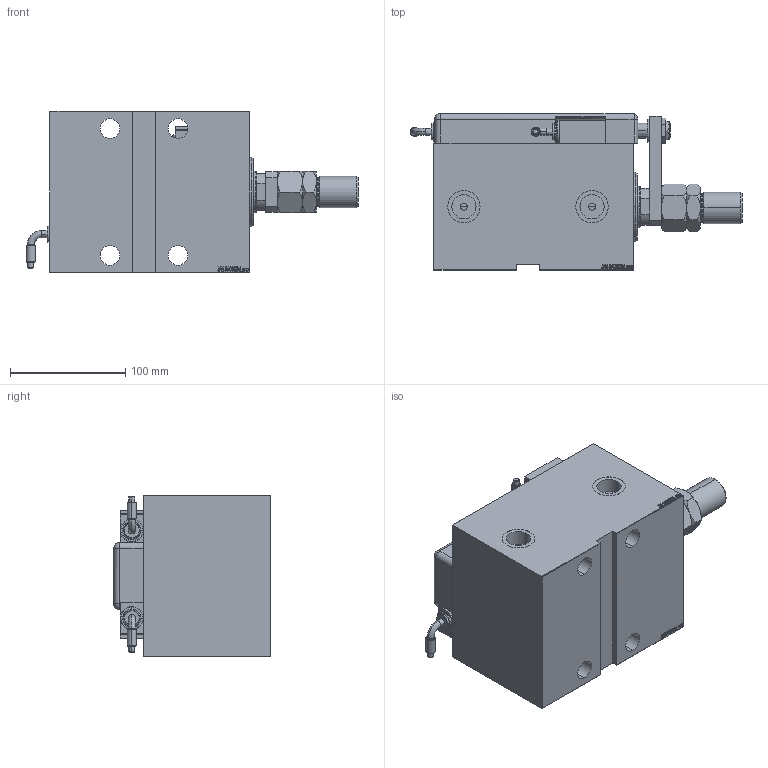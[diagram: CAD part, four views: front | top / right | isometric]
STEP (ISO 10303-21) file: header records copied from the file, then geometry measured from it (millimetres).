
FILE_DESCRIPTION (( 'STEP AP203' ), '1' );
FILE_NAME ('0c4e.STEP', '2024-02-12T14:21:41', ( '' ), ( '' ), 'SwSTEP 2.0', 'SolidWorks 2019', '' );
FILE_SCHEMA (( 'CONFIG_CONTROL_DESIGN' ));
Length unit declared in the file: millimetre
Products named in the file (14): KRYT e713efef01ddbb7488bf12687388a28f; MAGNETIC SWITCH Q e713efef01ddbb7488bf12687388a28f; TYC e713efef01ddbb7488bf12687388a28f; 0c4e; SWITCH_Q_FRONT_BACK e713efef01ddbb7488bf12687388a28f; ZARAZKA_Q e713efef01ddbb7488bf12687388a28f; SWITCH Q e713efef01ddbb7488bf12687388a28f; NUT_D13 e713efef01ddbb7488bf12687388a28f; V450CM_VC_B e713efef01ddbb7488bf12687388a28f; SWITCH DIM A_G e713efef01ddbb7488bf12687388a28f; Q_T_W_MTA e713efef01ddbb7488bf12687388a28f; V450CM_E_Body e713efef01ddbb7488bf12687388a28f; NUT_D19 e713efef01ddbb7488bf12687388a28f; V450CM_E_VCP e713efef01ddbb7488bf12687388a28f
Assembly tree (14 placements, depth 3):
  0c4e
    V450CM_E_Body e713efef01ddbb7488bf12687388a28f
    V450CM_E_VCP e713efef01ddbb7488bf12687388a28f
    V450CM_VC_B e713efef01ddbb7488bf12687388a28f
    MAGNETIC SWITCH Q e713efef01ddbb7488bf12687388a28f
      SWITCH_Q_FRONT_BACK e713efef01ddbb7488bf12687388a28f
      TYC e713efef01ddbb7488bf12687388a28f
      ZARAZKA_Q e713efef01ddbb7488bf12687388a28f
      SWITCH DIM A_G e713efef01ddbb7488bf12687388a28f
      NUT_D19 e713efef01ddbb7488bf12687388a28f
      NUT_D13 e713efef01ddbb7488bf12687388a28f
      KRYT e713efef01ddbb7488bf12687388a28f
      SWITCH Q e713efef01ddbb7488bf12687388a28f  x2
    Q_T_W_MTA e713efef01ddbb7488bf12687388a28f
Bounding box: 287.76 x 135.8 x 140 mm (x, y, z)
Volume: 2453129.9 mm3; surface area: 329657.7 mm2
Topology: 14 solids, 14 shells, 1317 faces, 3316 edges, 2171 vertices
Faces by surface type: plane 635, bspline 475, cylinder 119, cone 62, torus 24, sphere 2
Entity records: 62175 total; most frequent: CARTESIAN_POINT 33365, ORIENTED_EDGE 6376, DIRECTION 4078, EDGE_CURVE 3188, VERTEX_POINT 2094, VECTOR 1866, LINE 1866, EDGE_LOOP 1434
